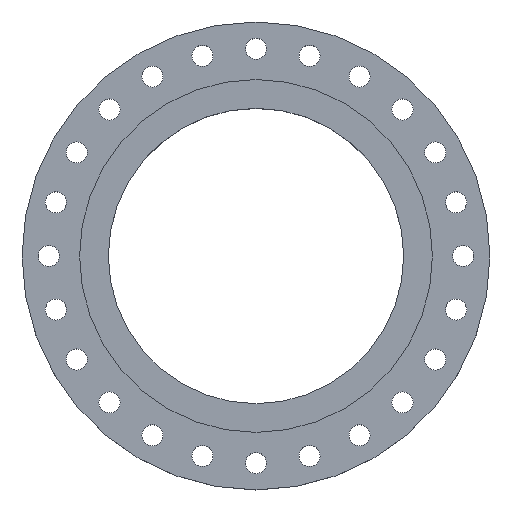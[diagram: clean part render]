
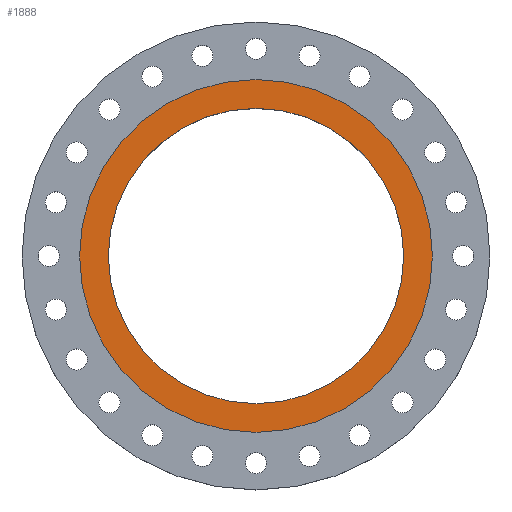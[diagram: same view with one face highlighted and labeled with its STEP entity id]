
A CAD part, top view. The second image highlights one B-rep face of the part: STEP entity #1888.
In plain terms, the highlighted planar face has unit normal (0, 0, 1).
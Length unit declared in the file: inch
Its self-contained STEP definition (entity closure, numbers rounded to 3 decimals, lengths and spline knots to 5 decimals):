
#4 = DIRECTION ( 'NONE',  ( 1., 0., 0. ) ) ;
#37 = AXIS2_PLACEMENT_3D ( 'NONE', #1429, #2300, #332 ) ;
#53 = CIRCLE ( 'NONE', #2172, 9.625 ) ;
#82 = VERTEX_POINT ( 'NONE', #348 ) ;
#156 = DIRECTION ( 'NONE',  ( 0., 0., 1. ) ) ;
#265 = CIRCLE ( 'NONE', #1969, 9.625 ) ;
#276 = ORIENTED_EDGE ( 'NONE', *, *, #1582, .T. ) ;
#282 = CIRCLE ( 'NONE', #898, 11.5 ) ;
#332 = DIRECTION ( 'NONE',  ( -1., 0., 0. ) ) ;
#348 = CARTESIAN_POINT ( 'NONE',  ( 11.5, 0., 0. ) ) ;
#386 = CARTESIAN_POINT ( 'NONE',  ( 0., 0., 0. ) ) ;
#490 = EDGE_LOOP ( 'NONE', ( #276, #612 ) ) ;
#534 = CIRCLE ( 'NONE', #2004, 11.5 ) ;
#562 = CARTESIAN_POINT ( 'NONE',  ( 0., 0., 0. ) ) ;
#603 = EDGE_CURVE ( 'NONE', #776, #676, #53, .T. ) ;
#612 = ORIENTED_EDGE ( 'NONE', *, *, #636, .T. ) ;
#636 = EDGE_CURVE ( 'NONE', #1305, #82, #282, .T. ) ;
#676 = VERTEX_POINT ( 'NONE', #1023 ) ;
#742 = DIRECTION ( 'NONE',  ( 0., 0., 1. ) ) ;
#776 = VERTEX_POINT ( 'NONE', #2131 ) ;
#863 = CARTESIAN_POINT ( 'NONE',  ( 0., 0., 0. ) ) ;
#898 = AXIS2_PLACEMENT_3D ( 'NONE', #863, #156, #1593 ) ;
#1023 = CARTESIAN_POINT ( 'NONE',  ( -9.625, 0., 0. ) ) ;
#1148 = DIRECTION ( 'NONE',  ( 1., 0., 0. ) ) ;
#1163 = ORIENTED_EDGE ( 'NONE', *, *, #603, .F. ) ;
#1168 = ORIENTED_EDGE ( 'NONE', *, *, #1592, .F. ) ;
#1305 = VERTEX_POINT ( 'NONE', #1612 ) ;
#1330 = EDGE_LOOP ( 'NONE', ( #1163, #1168 ) ) ;
#1384 = FACE_BOUND ( 'NONE', #1330, .T. ) ;
#1429 = CARTESIAN_POINT ( 'NONE',  ( 0., 9.625, 0. ) ) ;
#1493 = DIRECTION ( 'NONE',  ( 1., 0., 0. ) ) ;
#1499 = CARTESIAN_POINT ( 'NONE',  ( 0., 0., 0. ) ) ;
#1582 = EDGE_CURVE ( 'NONE', #82, #1305, #534, .T. ) ;
#1592 = EDGE_CURVE ( 'NONE', #676, #776, #265, .T. ) ;
#1593 = DIRECTION ( 'NONE',  ( 1., 0., 0. ) ) ;
#1612 = CARTESIAN_POINT ( 'NONE',  ( -11.5, 0., 0. ) ) ;
#1749 = PLANE ( 'NONE',  #37 ) ;
#1822 = DIRECTION ( 'NONE',  ( 0., 0., 1. ) ) ;
#1888 = ADVANCED_FACE ( 'NONE', ( #1384, #2106 ), #1749, .F. ) ;
#1969 = AXIS2_PLACEMENT_3D ( 'NONE', #562, #742, #4 ) ;
#2004 = AXIS2_PLACEMENT_3D ( 'NONE', #386, #1822, #1493 ) ;
#2043 = DIRECTION ( 'NONE',  ( 0., 0., 1. ) ) ;
#2106 = FACE_OUTER_BOUND ( 'NONE', #490, .T. ) ;
#2131 = CARTESIAN_POINT ( 'NONE',  ( 9.625, 0., 0. ) ) ;
#2172 = AXIS2_PLACEMENT_3D ( 'NONE', #1499, #2043, #1148 ) ;
#2300 = DIRECTION ( 'NONE',  ( 0., 0., -1. ) ) ;
